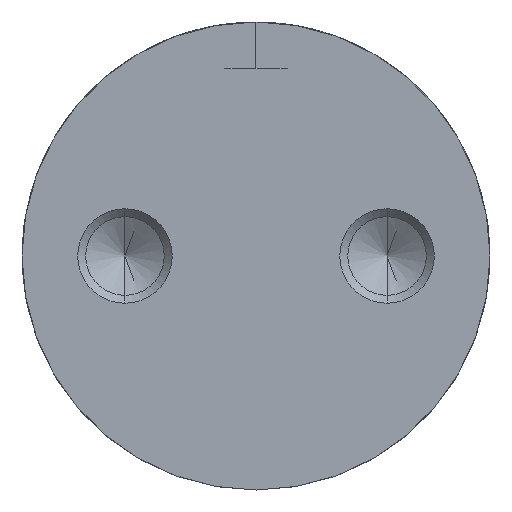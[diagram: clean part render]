
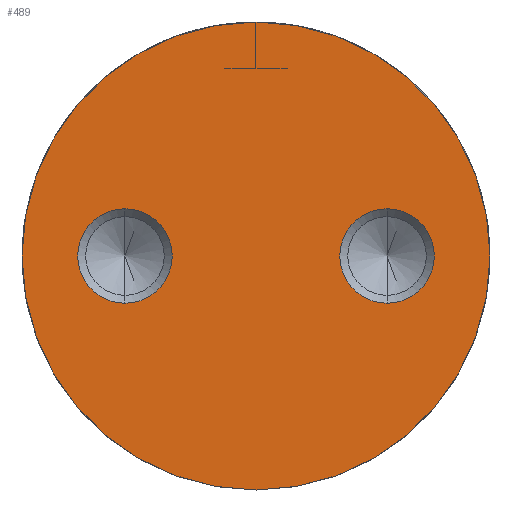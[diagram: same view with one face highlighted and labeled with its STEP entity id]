
A CAD part, left-side view. The second image highlights one B-rep face of the part: STEP entity #489.
In plain terms, the highlighted planar face has unit normal (-1, 0, 0).
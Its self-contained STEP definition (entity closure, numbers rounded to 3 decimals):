
#45 = EDGE_CURVE ( 'NONE', #1673, #1296, #1499, .T. ) ;
#53 = DIRECTION ( 'NONE',  ( -1., 0., 0. ) ) ;
#78 = DIRECTION ( 'NONE',  ( 1., 0., 0. ) ) ;
#85 = FACE_OUTER_BOUND ( 'NONE', #722, .T. ) ;
#115 = AXIS2_PLACEMENT_3D ( 'NONE', #608, #53, #1580 ) ;
#206 = VERTEX_POINT ( 'NONE', #267 ) ;
#223 = EDGE_CURVE ( 'NONE', #206, #546, #530, .T. ) ;
#229 = CARTESIAN_POINT ( 'NONE',  ( -45.2, 0., 0. ) ) ;
#244 = AXIS2_PLACEMENT_3D ( 'NONE', #1627, #480, #1610 ) ;
#248 = DIRECTION ( 'NONE',  ( 0., 0., 1. ) ) ;
#267 = CARTESIAN_POINT ( 'NONE',  ( -45.2, 7., -2.525 ) ) ;
#273 = CARTESIAN_POINT ( 'NONE',  ( -45.2, 0., 12.5 ) ) ;
#315 = CARTESIAN_POINT ( 'NONE',  ( -45.2, 0., -12.5 ) ) ;
#329 = EDGE_LOOP ( 'NONE', ( #371, #652 ) ) ;
#331 = EDGE_CURVE ( 'NONE', #1296, #1673, #1251, .T. ) ;
#358 = DIRECTION ( 'NONE',  ( 1., 0., 0. ) ) ;
#370 = DIRECTION ( 'NONE',  ( -1., 0., 0. ) ) ;
#371 = ORIENTED_EDGE ( 'NONE', *, *, #331, .F. ) ;
#372 = EDGE_CURVE ( 'NONE', #546, #206, #922, .T. ) ;
#405 = AXIS2_PLACEMENT_3D ( 'NONE', #1036, #78, #656 ) ;
#412 = CARTESIAN_POINT ( 'NONE',  ( -45.2, -7., -2.525 ) ) ;
#474 = EDGE_CURVE ( 'NONE', #1173, #1798, #1795, .T. ) ;
#480 = DIRECTION ( 'NONE',  ( -1., 0., 0. ) ) ;
#489 = ADVANCED_FACE ( 'NONE', ( #983, #941, #85 ), #643, .T. ) ;
#502 = DIRECTION ( 'NONE',  ( 0., 0., -1. ) ) ;
#530 = CIRCLE ( 'NONE', #1101, 2.525 ) ;
#546 = VERTEX_POINT ( 'NONE', #1369 ) ;
#591 = CARTESIAN_POINT ( 'NONE',  ( -45.2, -7., 0. ) ) ;
#608 = CARTESIAN_POINT ( 'NONE',  ( -45.2, 7., 0. ) ) ;
#643 = PLANE ( 'NONE',  #244 ) ;
#652 = ORIENTED_EDGE ( 'NONE', *, *, #45, .F. ) ;
#656 = DIRECTION ( 'NONE',  ( 0., 0., -1. ) ) ;
#671 = CARTESIAN_POINT ( 'NONE',  ( -45.2, -7., 2.525 ) ) ;
#722 = EDGE_LOOP ( 'NONE', ( #1200, #927 ) ) ;
#734 = DIRECTION ( 'NONE',  ( -1., 0., 0. ) ) ;
#785 = ORIENTED_EDGE ( 'NONE', *, *, #372, .F. ) ;
#852 = DIRECTION ( 'NONE',  ( 0., 0., 1. ) ) ;
#871 = DIRECTION ( 'NONE',  ( -1., 0., 0. ) ) ;
#922 = CIRCLE ( 'NONE', #115, 2.525 ) ;
#927 = ORIENTED_EDGE ( 'NONE', *, *, #474, .F. ) ;
#933 = EDGE_CURVE ( 'NONE', #1798, #1173, #1146, .T. ) ;
#941 = FACE_BOUND ( 'NONE', #329, .T. ) ;
#983 = FACE_BOUND ( 'NONE', #1215, .T. ) ;
#987 = CARTESIAN_POINT ( 'NONE',  ( -45.2, 7., 0. ) ) ;
#1036 = CARTESIAN_POINT ( 'NONE',  ( -45.2, 0., 0. ) ) ;
#1101 = AXIS2_PLACEMENT_3D ( 'NONE', #987, #734, #852 ) ;
#1146 = CIRCLE ( 'NONE', #405, 12.5 ) ;
#1149 = DIRECTION ( 'NONE',  ( 0., 0., 1. ) ) ;
#1173 = VERTEX_POINT ( 'NONE', #273 ) ;
#1192 = ORIENTED_EDGE ( 'NONE', *, *, #223, .F. ) ;
#1200 = ORIENTED_EDGE ( 'NONE', *, *, #933, .F. ) ;
#1215 = EDGE_LOOP ( 'NONE', ( #785, #1192 ) ) ;
#1251 = CIRCLE ( 'NONE', #1624, 2.525 ) ;
#1296 = VERTEX_POINT ( 'NONE', #671 ) ;
#1369 = CARTESIAN_POINT ( 'NONE',  ( -45.2, 7., 2.525 ) ) ;
#1395 = AXIS2_PLACEMENT_3D ( 'NONE', #229, #358, #502 ) ;
#1495 = CARTESIAN_POINT ( 'NONE',  ( -45.2, -7., 0. ) ) ;
#1499 = CIRCLE ( 'NONE', #1603, 2.525 ) ;
#1580 = DIRECTION ( 'NONE',  ( 0., 0., 1. ) ) ;
#1603 = AXIS2_PLACEMENT_3D ( 'NONE', #1495, #370, #248 ) ;
#1610 = DIRECTION ( 'NONE',  ( 0., 0., 1. ) ) ;
#1624 = AXIS2_PLACEMENT_3D ( 'NONE', #591, #871, #1149 ) ;
#1627 = CARTESIAN_POINT ( 'NONE',  ( -45.2, 12.5, 0. ) ) ;
#1673 = VERTEX_POINT ( 'NONE', #412 ) ;
#1795 = CIRCLE ( 'NONE', #1395, 12.5 ) ;
#1798 = VERTEX_POINT ( 'NONE', #315 ) ;
